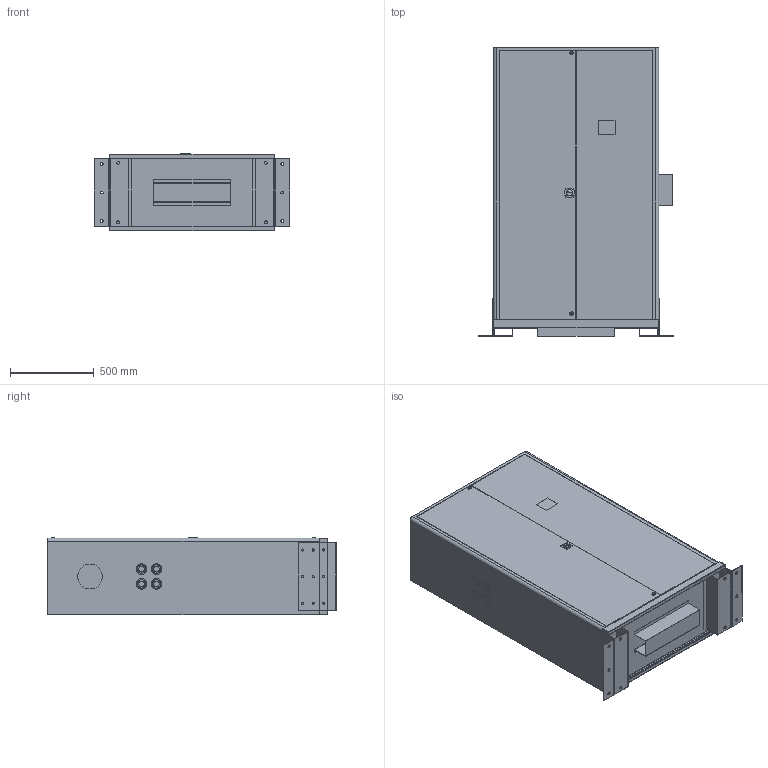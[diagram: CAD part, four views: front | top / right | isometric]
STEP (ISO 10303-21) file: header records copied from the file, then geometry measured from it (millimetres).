
FILE_DESCRIPTION (( 'STEP AP214' ), '1' );
FILE_NAME ('INV3-SV.STEP', '2025-09-12T21:10:15', ( '' ), ( '' ), 'SwSTEP 2.0', 'SolidWorks 2016', '' );
FILE_SCHEMA (( 'AUTOMOTIVE_DESIGN' ));
Length unit declared in the file: inch
Products named in the file (7): WR Pull Handle; INV3 Item 1; INV3; INV3-SV; INV3 Item 2; WR Lock01; 5088-057
Assembly tree (8 placements, depth 3):
  INV3-SV
    INV3
      INV3 Item 2
      INV3 Item 1
      WR Lock01  x2
      WR Pull Handle
    5088-057  x2
Bounding box: 1168.4 x 1727.2 x 463.59 mm (x, y, z)
Volume: 739906293.9 mm3; surface area: 8634743.5 mm2
Topology: 10 solids, 10 shells, 443 faces, 1004 edges, 642 vertices
Faces by surface type: cylinder 217, plane 216, bspline 6, cone 4
Entity records: 11515 total; most frequent: CARTESIAN_POINT 2043, DIRECTION 2036, ORIENTED_EDGE 1754, EDGE_CURVE 877, AXIS2_PLACEMENT_3D 771, VERTEX_POINT 560, EDGE_LOOP 495, VECTOR 494
